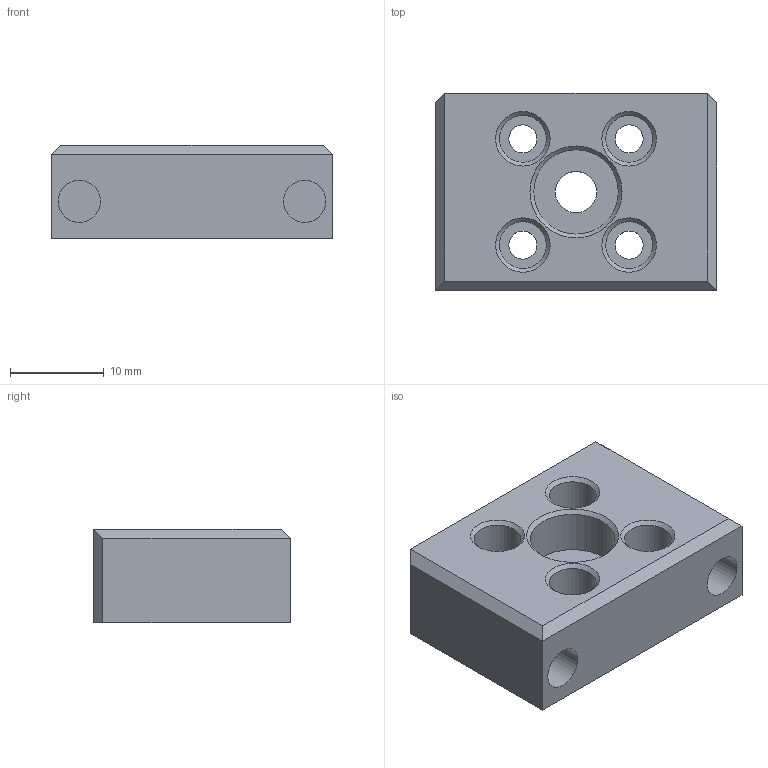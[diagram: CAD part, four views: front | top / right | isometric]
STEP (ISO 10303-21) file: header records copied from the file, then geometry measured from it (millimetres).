
FILE_DESCRIPTION(('FreeCAD Model'),'2;1');
FILE_NAME('Open CASCADE Shape Model','2024-02-06T19:51:06',(''),(''), 'Open CASCADE STEP processor 7.6','FreeCAD','Unknown');
FILE_SCHEMA(('AUTOMOTIVE_DESIGN { 1 0 10303 214 1 1 1 1 }'));
Length unit declared in the file: millimetre
Products named in the file (1): volcodragon_mount
Bounding box: 30 x 21 x 10 mm (x, y, z)
Volume: 4906 mm3; surface area: 3196.9 mm2
Topology: 1 solids, 1 shells, 39 faces, 75 edges, 47 vertices
Faces by surface type: plane 20, cylinder 14, cone 5
Full cylindrical faces by diameter (mm): 3 x4, 4.4 x1, 4.5 x4, 5 x4, 9 x1
Entity records: 2034 total; most frequent: CARTESIAN_POINT 366, DIRECTION 329, LINE 164, VECTOR 164, ORIENTED_EDGE 150, PCURVE 150, DEFINITIONAL_REPRESENTATION 150, EDGE_CURVE 75
